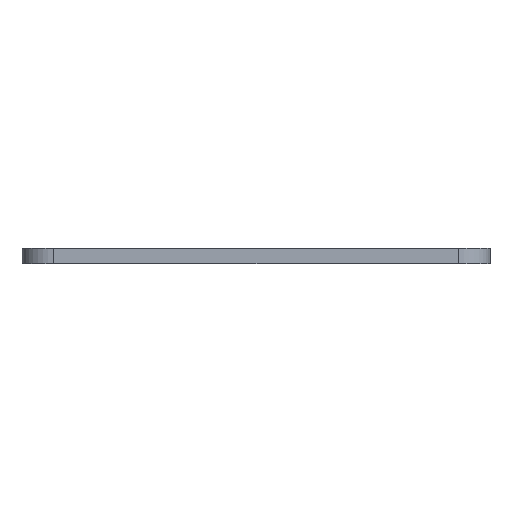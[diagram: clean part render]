
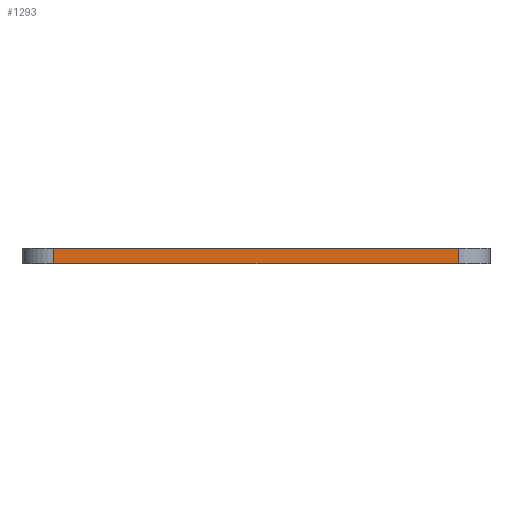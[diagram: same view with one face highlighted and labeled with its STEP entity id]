
A CAD part, front view. The second image highlights one B-rep face of the part: STEP entity #1293.
In plain terms, the highlighted planar face has unit normal (0, -1, 0).
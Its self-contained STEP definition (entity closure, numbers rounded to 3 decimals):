
#43=PLANE('',#1377);
#177=FACE_OUTER_BOUND('',#243,.T.);
#243=EDGE_LOOP('',(#1041,#1042,#1043,#1044));
#337=LINE('',#3441,#409);
#338=LINE('',#3443,#410);
#339=LINE('',#3445,#411);
#340=LINE('',#3446,#412);
#409=VECTOR('',#1575,10.);
#410=VECTOR('',#1576,10.);
#411=VECTOR('',#1577,10.);
#412=VECTOR('',#1578,10.);
#609=VERTEX_POINT('',#3439);
#610=VERTEX_POINT('',#3440);
#611=VERTEX_POINT('',#3442);
#612=VERTEX_POINT('',#3444);
#793=EDGE_CURVE('',#609,#610,#337,.T.);
#794=EDGE_CURVE('',#610,#611,#338,.T.);
#795=EDGE_CURVE('',#612,#611,#339,.T.);
#796=EDGE_CURVE('',#609,#612,#340,.T.);
#1041=ORIENTED_EDGE('',*,*,#793,.T.);
#1042=ORIENTED_EDGE('',*,*,#794,.T.);
#1043=ORIENTED_EDGE('',*,*,#795,.F.);
#1044=ORIENTED_EDGE('',*,*,#796,.F.);
#1293=ADVANCED_FACE('',(#177),#43,.T.);
#1377=AXIS2_PLACEMENT_3D('',#3438,#1573,#1574);
#1573=DIRECTION('center_axis',(0.,-1.,0.));
#1574=DIRECTION('ref_axis',(1.,0.,0.));
#1575=DIRECTION('',(1.,0.,0.));
#1576=DIRECTION('',(0.,0.,1.));
#1577=DIRECTION('',(1.,0.,0.));
#1578=DIRECTION('',(0.,0.,1.));
#3438=CARTESIAN_POINT('Origin',(278.1,-105.33,0.));
#3439=CARTESIAN_POINT('',(278.1,-105.33,0.));
#3440=CARTESIAN_POINT('',(341.9,-105.33,0.));
#3441=CARTESIAN_POINT('',(278.1,-105.33,0.));
#3442=CARTESIAN_POINT('',(341.9,-105.33,2.5));
#3443=CARTESIAN_POINT('',(341.9,-105.33,0.));
#3444=CARTESIAN_POINT('',(278.1,-105.33,2.5));
#3445=CARTESIAN_POINT('',(278.1,-105.33,2.5));
#3446=CARTESIAN_POINT('',(278.1,-105.33,0.));
